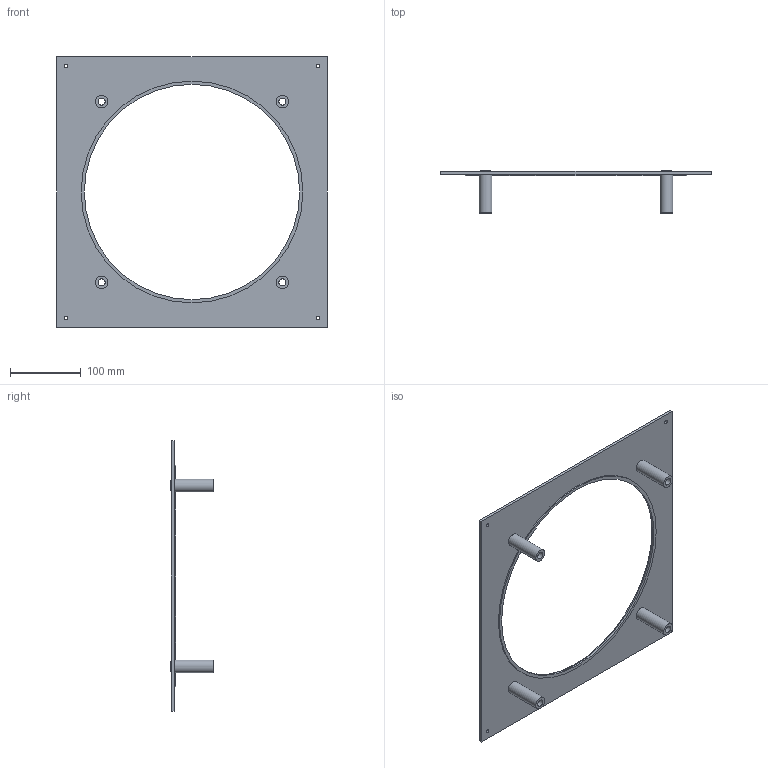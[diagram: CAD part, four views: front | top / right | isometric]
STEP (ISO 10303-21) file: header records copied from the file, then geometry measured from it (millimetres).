
FILE_DESCRIPTION (( 'STEP AP214' ), '1' );
FILE_NAME ('7401416.stp', '2023-05-16T11:06:26', ( '' ), ( '' ), 'SwSTEP 2.0', 'SolidWorks 2022', '' );
FILE_SCHEMA (( 'AUTOMOTIVE_DESIGN' ));
Length unit declared in the file: millimetre
Products named in the file (3): 43818G_Standard; 42853F_Standard; 7401416
Assembly tree (5 placements, depth 2):
  7401416
    43818G_Standard
    42853F_Standard  x4
Bounding box: 382.5 x 59.8 x 382.5 mm (x, y, z)
Volume: 325420.9 mm3; surface area: 183492.8 mm2
Topology: 5 solids, 5 shells, 51 faces, 105 edges, 74 vertices
Faces by surface type: cylinder 27, plane 24
Full cylindrical faces by diameter (mm): 5.3 x4, 10.2 x4, 12.3 x4, 13.9 x4, 14.1 x4, 18 x4, 305 x1, 309 x1, 314 x1
Entity records: 840 total; most frequent: DIRECTION 142, CARTESIAN_POINT 115, ORIENTED_EDGE 84, EDGE_LOOP 66, AXIS2_PLACEMENT_3D 65, FACE_OUTER_BOUND 42, EDGE_CURVE 42, VERTEX_POINT 38
